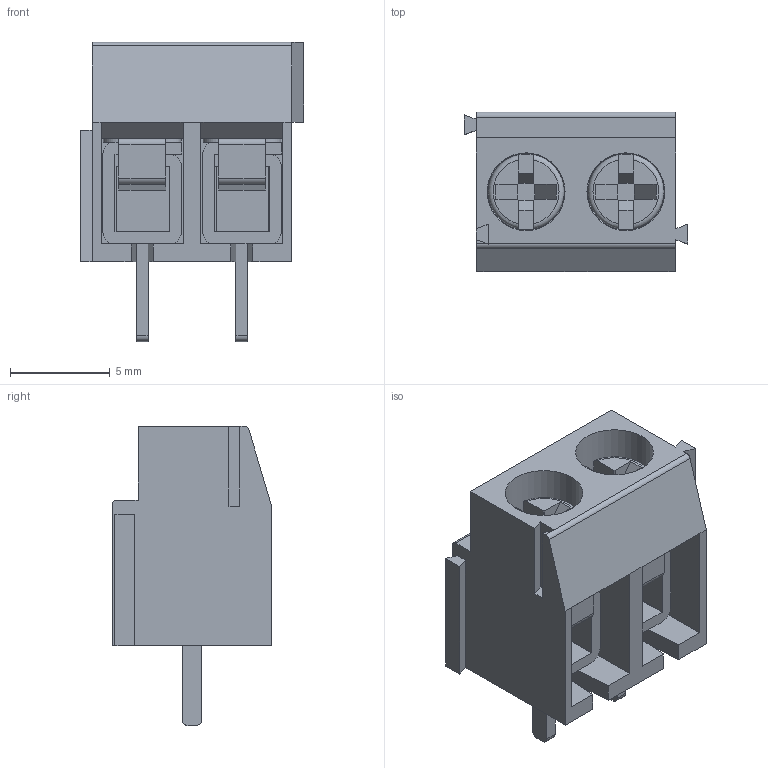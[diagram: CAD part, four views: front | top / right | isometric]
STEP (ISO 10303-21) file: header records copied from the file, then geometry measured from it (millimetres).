
FILE_DESCRIPTION(/* description */ ('Unknown'),/* implementation_level */ '2;1');
FILE_NAME(/* name */ '691111710002',/* time_stamp */ '2017-06-07T12:07:44+02:00',/* author */ ('Unknown'),/* organization */ ('Unknown'),/* preprocessor_version */ 'ST-DEVELOPER v16.7',/* originating_system */ 'DEX',/* authorisation */ $);
FILE_SCHEMA (('AUTOMOTIVE_DESIGN {1 0 10303 214 3 1 1}'));
Length unit declared in the file: millimetre
Products named in the file (5): 6911117100xx; 691111710002; 6911117100xx_CAGE; 6911117100xx_PIN; 6911117100xx_VIS+
Assembly tree (7 placements, depth 2):
  6911117100xx
    691111710002
    6911117100xx_CAGE  x2
    6911117100xx_PIN  x2
    6911117100xx_VIS+  x2
Bounding box: 11.2 x 8 x 15 mm (x, y, z)
Volume: 540.3 mm3; surface area: 1550 mm2
Topology: 7 solids, 7 shells, 278 faces, 752 edges, 486 vertices
Faces by surface type: plane 200, cylinder 68, torus 6, cone 4
Full cylindrical faces by diameter (mm): 2 x4, 2.4 x2, 2.75 x2, 2.9 x2, 3.8 x2, 3.9 x2
Entity records: 6072 total; most frequent: CARTESIAN_POINT 970, ORIENTED_EDGE 930, DIRECTION 916, EDGE_CURVE 465, LINE 378, VECTOR 378, VERTEX_POINT 307, AXIS2_PLACEMENT_3D 269
